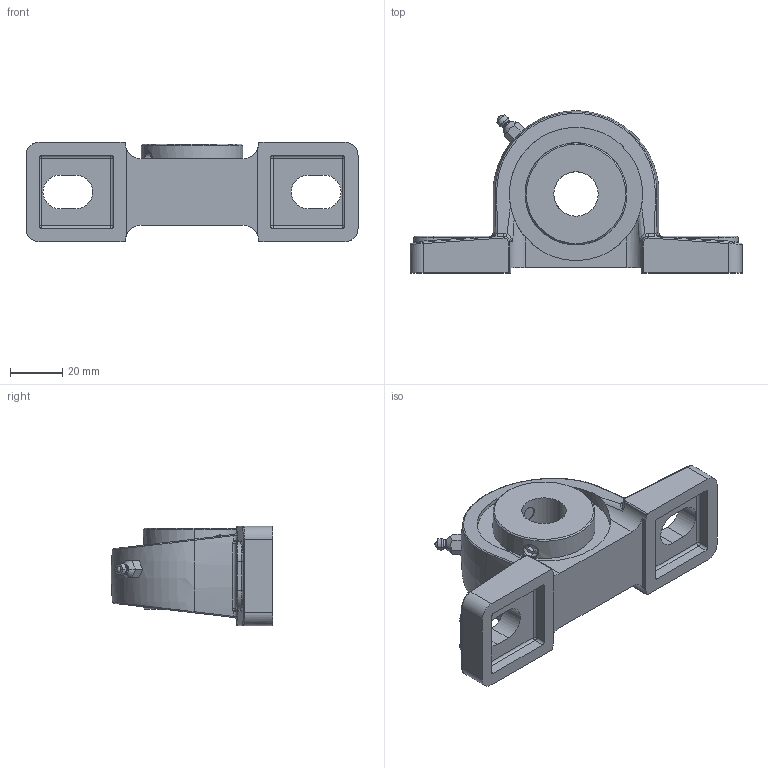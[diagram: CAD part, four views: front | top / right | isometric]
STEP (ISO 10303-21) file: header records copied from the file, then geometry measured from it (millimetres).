
FILE_DESCRIPTION (( 'STEP AP203' ), '1' );
FILE_NAME ('UCP203-FKB_203.STEP', '2014-11-10T03:06:42', ( '' ), ( '' ), 'SwSTEP 2.0', 'SolidWorks 2010', '' );
FILE_SCHEMA (( 'CONFIG_CONTROL_DESIGN' ));
Length unit declared in the file: millimetre
Products named in the file (1): UCP203-FKB_203
Bounding box: 127 x 61.96 x 38 mm (x, y, z)
Volume: 103345.6 mm3; surface area: 24306.2 mm2
Topology: 1 solids, 1 shells, 241 faces, 582 edges, 337 vertices
Faces by surface type: cylinder 78, plane 70, bspline 58, cone 14, torus 11, sphere 10
Entity records: 14023 total; most frequent: CARTESIAN_POINT 8829, ORIENTED_EDGE 1132, DIRECTION 980, EDGE_CURVE 566, AXIS2_PLACEMENT_3D 382, VERTEX_POINT 337, EDGE_LOOP 257, ADVANCED_FACE 241
